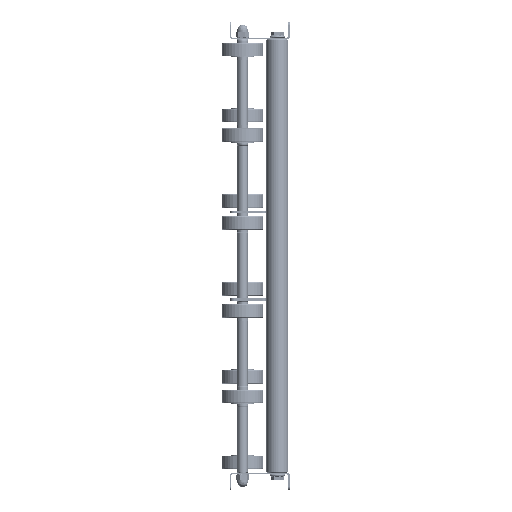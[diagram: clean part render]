
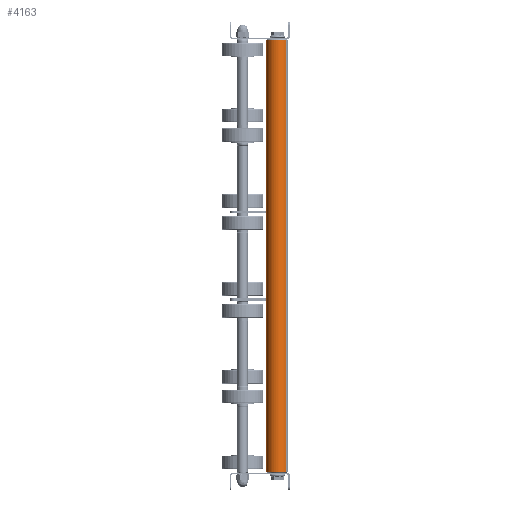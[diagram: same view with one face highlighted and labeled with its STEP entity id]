
A CAD part, left-side view. The second image highlights one B-rep face of the part: STEP entity #4163.
In plain terms, the highlighted cylindrical face has radius 12.5 mm (diameter 25 mm), a partial arc.
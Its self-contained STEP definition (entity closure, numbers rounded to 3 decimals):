
#886 = CARTESIAN_POINT ( 'NONE',  ( 1., 0., -12.5 ) ) ;
#1183 = VECTOR ( 'NONE', #5748, 1000. ) ;
#2310 = EDGE_CURVE ( 'NONE', #15975, #7584, #12430, .T. ) ;
#3620 = EDGE_CURVE ( 'NONE', #15975, #8937, #28280, .T. ) ;
#4163 = ADVANCED_FACE ( 'NONE', ( #6751 ), #24857, .T. ) ;
#4522 = DIRECTION ( 'NONE',  ( 0., 0., 1. ) ) ;
#5748 = DIRECTION ( 'NONE',  ( -1., 0., 0. ) ) ;
#6482 = AXIS2_PLACEMENT_3D ( 'NONE', #25678, #19146, #14245 ) ;
#6751 = FACE_OUTER_BOUND ( 'NONE', #10022, .T. ) ;
#6809 = VECTOR ( 'NONE', #26743, 1000. ) ;
#6857 = ORIENTED_EDGE ( 'NONE', *, *, #24101, .T. ) ;
#7139 = ORIENTED_EDGE ( 'NONE', *, *, #10423, .T. ) ;
#7154 = CARTESIAN_POINT ( 'NONE',  ( 499., 0., -12.5 ) ) ;
#7584 = VERTEX_POINT ( 'NONE', #886 ) ;
#8632 = CARTESIAN_POINT ( 'NONE',  ( 500., 0., 12.5 ) ) ;
#8937 = VERTEX_POINT ( 'NONE', #24450 ) ;
#10022 = EDGE_LOOP ( 'NONE', ( #26405, #24729, #6857, #7139 ) ) ;
#10423 = EDGE_CURVE ( 'NONE', #11581, #7584, #13057, .T. ) ;
#10592 = DIRECTION ( 'NONE',  ( 0., 0., -1. ) ) ;
#11581 = VERTEX_POINT ( 'NONE', #14911 ) ;
#12430 = LINE ( 'NONE', #15092, #1183 ) ;
#13057 = CIRCLE ( 'NONE', #17779, 12.5 ) ;
#13721 = DIRECTION ( 'NONE',  ( -1., 0., 0. ) ) ;
#14245 = DIRECTION ( 'NONE',  ( 0., 0., -1. ) ) ;
#14911 = CARTESIAN_POINT ( 'NONE',  ( 1., 0., 12.5 ) ) ;
#15092 = CARTESIAN_POINT ( 'NONE',  ( 500., 0., -12.5 ) ) ;
#15950 = CARTESIAN_POINT ( 'NONE',  ( 500., 0., 0. ) ) ;
#15975 = VERTEX_POINT ( 'NONE', #7154 ) ;
#17779 = AXIS2_PLACEMENT_3D ( 'NONE', #29124, #23958, #10592 ) ;
#19146 = DIRECTION ( 'NONE',  ( -1., 0., 0. ) ) ;
#19914 = LINE ( 'NONE', #8632, #6809 ) ;
#23958 = DIRECTION ( 'NONE',  ( 1., 0., 0. ) ) ;
#24024 = AXIS2_PLACEMENT_3D ( 'NONE', #15950, #13721, #4522 ) ;
#24101 = EDGE_CURVE ( 'NONE', #8937, #11581, #19914, .T. ) ;
#24450 = CARTESIAN_POINT ( 'NONE',  ( 499., 0., 12.5 ) ) ;
#24729 = ORIENTED_EDGE ( 'NONE', *, *, #3620, .T. ) ;
#24857 = CYLINDRICAL_SURFACE ( 'NONE', #24024, 12.5 ) ;
#25678 = CARTESIAN_POINT ( 'NONE',  ( 499., 0., 0. ) ) ;
#26405 = ORIENTED_EDGE ( 'NONE', *, *, #2310, .F. ) ;
#26743 = DIRECTION ( 'NONE',  ( -1., 0., 0. ) ) ;
#28280 = CIRCLE ( 'NONE', #6482, 12.5 ) ;
#29124 = CARTESIAN_POINT ( 'NONE',  ( 1., 0., 0. ) ) ;
